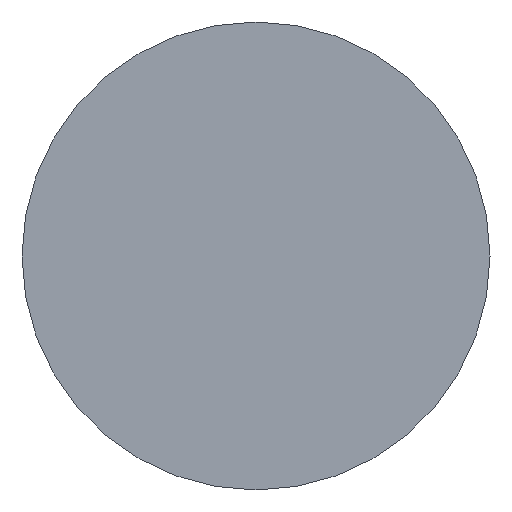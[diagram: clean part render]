
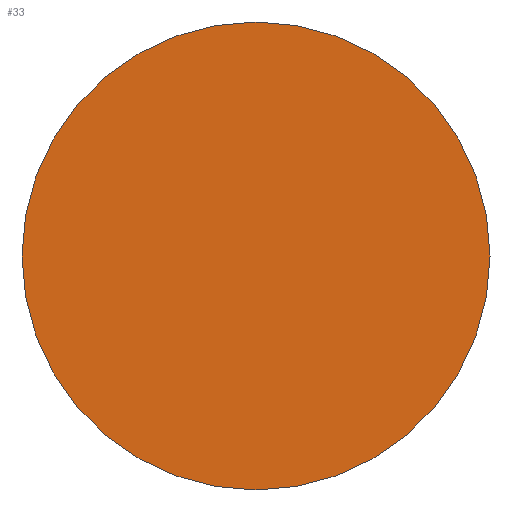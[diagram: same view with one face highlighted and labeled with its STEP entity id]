
A CAD part, left-side view. The second image highlights one B-rep face of the part: STEP entity #33.
In plain terms, the highlighted planar face has unit normal (-1, 0, 0).
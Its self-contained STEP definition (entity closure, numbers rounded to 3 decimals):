
#13 = PLANE ( 'NONE',  #126 ) ;
#21 = CARTESIAN_POINT ( 'NONE',  ( 115.774, 65.234, 0. ) ) ;
#28 = EDGE_CURVE ( 'NONE', #76, #54, #32, .T. ) ;
#29 = CARTESIAN_POINT ( 'NONE',  ( 115.774, 65.234, 0. ) ) ;
#32 = CIRCLE ( 'NONE', #49, 12.7 ) ;
#33 = ADVANCED_FACE ( 'NONE', ( #120 ), #13, .F. ) ;
#42 = ORIENTED_EDGE ( 'NONE', *, *, #133, .T. ) ;
#43 = DIRECTION ( 'NONE',  ( -1., 0., 0. ) ) ;
#49 = AXIS2_PLACEMENT_3D ( 'NONE', #29, #43, #59 ) ;
#54 = VERTEX_POINT ( 'NONE', #73 ) ;
#57 = AXIS2_PLACEMENT_3D ( 'NONE', #21, #65, #160 ) ;
#59 = DIRECTION ( 'NONE',  ( 0., 0., 1. ) ) ;
#65 = DIRECTION ( 'NONE',  ( -1., 0., 0. ) ) ;
#73 = CARTESIAN_POINT ( 'NONE',  ( 115.774, 65.234, -12.7 ) ) ;
#76 = VERTEX_POINT ( 'NONE', #94 ) ;
#80 = CIRCLE ( 'NONE', #57, 12.7 ) ;
#88 = EDGE_LOOP ( 'NONE', ( #164, #42 ) ) ;
#94 = CARTESIAN_POINT ( 'NONE',  ( 115.774, 65.234, 12.7 ) ) ;
#116 = CARTESIAN_POINT ( 'NONE',  ( 115.774, 65.234, 0. ) ) ;
#120 = FACE_OUTER_BOUND ( 'NONE', #88, .T. ) ;
#126 = AXIS2_PLACEMENT_3D ( 'NONE', #116, #173, #158 ) ;
#133 = EDGE_CURVE ( 'NONE', #54, #76, #80, .T. ) ;
#158 = DIRECTION ( 'NONE',  ( 0., 0., -1. ) ) ;
#160 = DIRECTION ( 'NONE',  ( 0., 0., 1. ) ) ;
#164 = ORIENTED_EDGE ( 'NONE', *, *, #28, .T. ) ;
#173 = DIRECTION ( 'NONE',  ( 1., 0., 0. ) ) ;
